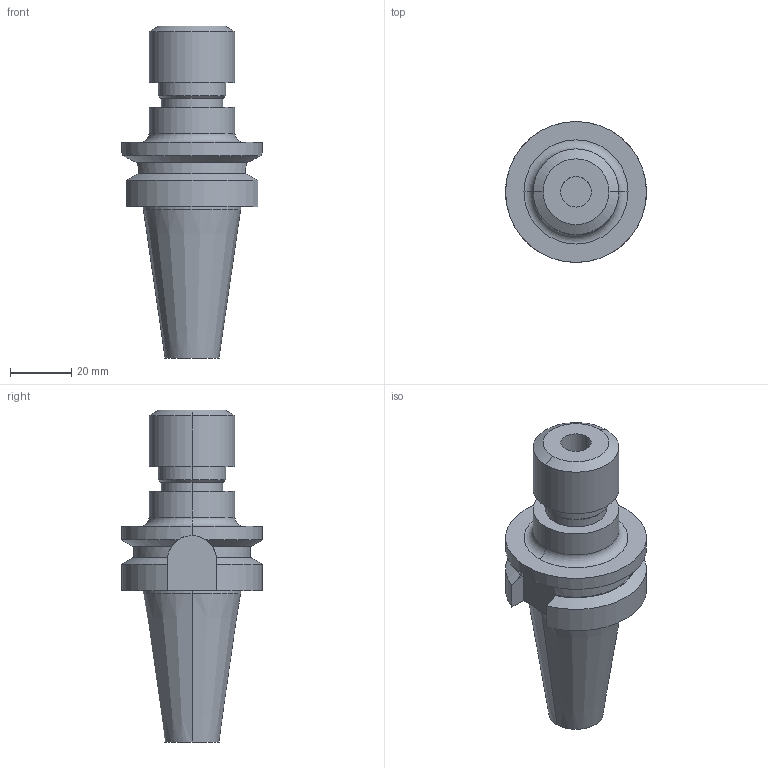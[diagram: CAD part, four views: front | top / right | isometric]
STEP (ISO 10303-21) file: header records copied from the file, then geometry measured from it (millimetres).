
FILE_DESCRIPTION (( 'STEP AP203' ), '1' );
FILE_NAME ('STP-25.122.16.060.STEP', '2019-02-11T01:42:03', ( '' ), ( '' ), 'SwSTEP 2.0', 'SolidWorks 2017', '' );
FILE_SCHEMA (( 'CONFIG_CONTROL_DESIGN' ));
Length unit declared in the file: millimetre
Products named in the file (1): STP-25.122.16.060
Bounding box: 46 x 46 x 108.4 mm (x, y, z)
Volume: 69105.3 mm3; surface area: 15909.4 mm2
Topology: 1 solids, 1 shells, 61 faces, 142 edges, 90 vertices
Faces by surface type: cylinder 27, plane 20, cone 12, torus 2
Entity records: 1880 total; most frequent: CARTESIAN_POINT 396, DIRECTION 309, ORIENTED_EDGE 280, EDGE_CURVE 140, AXIS2_PLACEMENT_3D 127, VERTEX_POINT 90, EDGE_LOOP 70, CIRCLE 65
